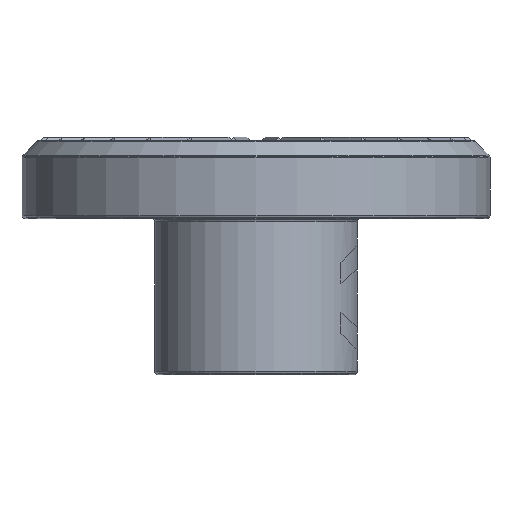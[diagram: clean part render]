
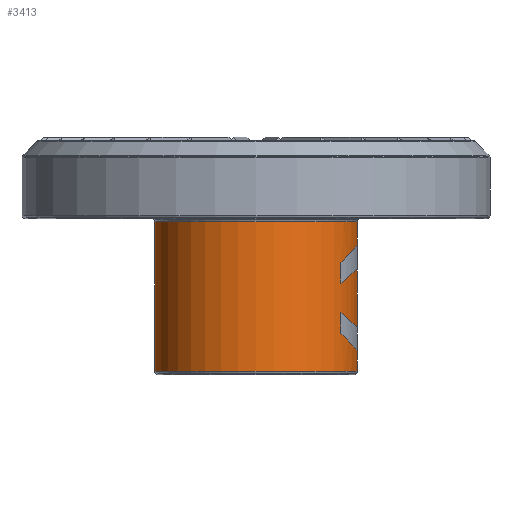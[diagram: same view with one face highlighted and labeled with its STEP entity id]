
A CAD part, front view. The second image highlights one B-rep face of the part: STEP entity #3413.
In plain terms, the highlighted cylindrical face has radius 3.25 mm (diameter 6.5 mm), a partial arc.
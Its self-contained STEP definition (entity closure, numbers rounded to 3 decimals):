
#140=CARTESIAN_POINT('',(3.25,0.,-4.115));
#141=CARTESIAN_POINT('',(3.25,-0.072,-4.114));
#142=CARTESIAN_POINT('',(3.245,-0.218,
-4.118));
#143=CARTESIAN_POINT('',(3.223,-0.439,
-4.136));
#144=CARTESIAN_POINT('',(3.184,-0.663,
-4.17));
#145=CARTESIAN_POINT('',(3.13,-0.887,
-4.217));
#146=CARTESIAN_POINT('',(3.058,-1.11,-4.28));
#147=CARTESIAN_POINT('',(2.968,-1.332,-4.358));
#148=CARTESIAN_POINT('',(2.858,-1.554,-4.453));
#149=CARTESIAN_POINT('',(2.77,-1.702,-4.528));
#150=CARTESIAN_POINT('',(2.723,-1.775,-4.569));
#156=DIRECTION('',(0.,0.,1.));
#157=VECTOR('',#156,0.66);
#158=CARTESIAN_POINT('',(2.723,-1.775,-4.569));
#159=LINE('',#158,#157);
#163=DIRECTION('',(0.,0.,-1.));
#164=VECTOR('',#163,4.8);
#165=CARTESIAN_POINT('',(-3.25,0.,-2.6));
#166=LINE('',#165,#164);
#170=DIRECTION('',(0.,0.,1.));
#171=VECTOR('',#170,0.66);
#172=CARTESIAN_POINT('',(2.723,-1.775,-6.175));
#173=LINE('',#172,#171);
#177=DIRECTION('',(0.,0.,1.));
#178=VECTOR('',#177,0.437);
#179=CARTESIAN_POINT('',(3.25,-0.002,
-5.356));
#180=LINE('',#179,#178);
#184=DIRECTION('',(0.,0.,1.));
#185=VECTOR('',#184,0.14);
#186=CARTESIAN_POINT('',(3.248,-0.126,
-4.919));
#187=LINE('',#186,#185);
#191=CARTESIAN_POINT('',(0.,0.,-4.779));
#192=DIRECTION('',(0.,0.,1.));
#193=DIRECTION('',(0.999,-0.039,0.));
#194=AXIS2_PLACEMENT_3D('',#191,#192,#193);
#199=DIRECTION('',(0.,0.003,-1.));
#200=VECTOR('',#199,0.612);
#201=CARTESIAN_POINT('',(3.25,-0.002,
-5.356));
#202=LINE('',#201,#200);
#206=CARTESIAN_POINT('',(3.25,0.,-5.969));
#207=CARTESIAN_POINT('',(3.25,-0.072,-5.969));
#208=CARTESIAN_POINT('',(3.245,-0.218,
-5.966));
#209=CARTESIAN_POINT('',(3.223,-0.439,
-5.947));
#210=CARTESIAN_POINT('',(3.184,-0.663,
-5.914));
#211=CARTESIAN_POINT('',(3.13,-0.887,
-5.866));
#212=CARTESIAN_POINT('',(3.058,-1.11,-5.804));
#213=CARTESIAN_POINT('',(2.968,-1.332,-5.726));
#214=CARTESIAN_POINT('',(2.858,-1.554,-5.631));
#215=CARTESIAN_POINT('',(2.77,-1.702,-5.555));
#216=CARTESIAN_POINT('',(2.723,-1.775,-5.515));
#221=CARTESIAN_POINT('',(2.723,-1.775,-6.175));
#222=CARTESIAN_POINT('',(2.799,-1.657,-6.257));
#223=CARTESIAN_POINT('',(2.932,-1.419,-6.402));
#224=CARTESIAN_POINT('',(3.071,-1.083,-6.549));
#225=CARTESIAN_POINT('',(3.175,-0.731,
-6.657));
#226=CARTESIAN_POINT('',(3.239,-0.345,
-6.723));
#227=CARTESIAN_POINT('',(3.25,-0.113,-6.734));
#228=CARTESIAN_POINT('',(3.25,0.,-6.732));
#233=DIRECTION('',(0.,0.,-1.));
#234=VECTOR('',#233,0.668);
#235=CARTESIAN_POINT('',(3.25,0.,-6.732));
#236=LINE('',#235,#234);
#240=DIRECTION('',(0.,0.,-1.));
#241=VECTOR('',#240,0.751);
#242=CARTESIAN_POINT('',(3.25,0.,-2.6));
#243=LINE('',#242,#241);
#247=CARTESIAN_POINT('',(3.25,0.,-3.351));
#248=CARTESIAN_POINT('',(3.25,-0.114,-3.349));
#249=CARTESIAN_POINT('',(3.239,-0.348,
-3.361));
#250=CARTESIAN_POINT('',(3.174,-0.735,
-3.427));
#251=CARTESIAN_POINT('',(3.07,-1.087,-3.536));
#252=CARTESIAN_POINT('',(2.931,-1.422,-3.683));
#253=CARTESIAN_POINT('',(2.799,-1.658,-3.827));
#254=CARTESIAN_POINT('',(2.723,-1.775,-3.908));
#259=DIRECTION('',(0.,0.,-1.));
#260=VECTOR('',#259,0.664);
#261=CARTESIAN_POINT('',(3.25,0.,-4.115));
#262=LINE('',#261,#260);
#266=CARTESIAN_POINT('',(0.,0.,-4.919));
#267=DIRECTION('',(0.,0.,1.));
#268=DIRECTION('',(0.999,-0.039,0.));
#269=AXIS2_PLACEMENT_3D('',#266,#267,#268);
#274=CARTESIAN_POINT('',(0.,0.,-7.4));
#275=DIRECTION('',(0.,0.,1.));
#276=DIRECTION('',(-1.,0.,0.));
#277=AXIS2_PLACEMENT_3D('',#274,#275,#276);
#1544=CARTESIAN_POINT('',(0.,0.,-2.6));
#1545=DIRECTION('',(0.,0.,-1.));
#1546=DIRECTION('',(1.,0.,0.));
#1547=AXIS2_PLACEMENT_3D('',#1544,#1545,#1546);
#2860=CARTESIAN_POINT('',(3.25,0.,-4.115));
#2861=CARTESIAN_POINT('',(3.25,0.,-4.779));
#2862=VERTEX_POINT('',#2860);
#2863=VERTEX_POINT('',#2861);
#2864=VERTEX_POINT('',#150);
#2865=CARTESIAN_POINT('',(2.723,-1.775,
-3.908));
#2866=VERTEX_POINT('',#2865);
#2867=VERTEX_POINT('',#247);
#2868=CARTESIAN_POINT('',(3.25,0.,-2.6));
#2869=VERTEX_POINT('',#2868);
#2870=CARTESIAN_POINT('',(-3.25,0.,-2.6));
#2871=VERTEX_POINT('',#2870);
#2872=CARTESIAN_POINT('',(-3.25,0.,-7.4));
#2873=VERTEX_POINT('',#2872);
#2874=CARTESIAN_POINT('',(3.25,0.,-7.4));
#2875=VERTEX_POINT('',#2874);
#2876=CARTESIAN_POINT('',(3.25,0.,-6.732));
#2877=VERTEX_POINT('',#2876);
#2878=VERTEX_POINT('',#221);
#2879=CARTESIAN_POINT('',(2.723,-1.775,
-5.515));
#2880=VERTEX_POINT('',#2879);
#2881=VERTEX_POINT('',#206);
#2882=CARTESIAN_POINT('',(3.25,-0.002,
-5.356));
#2883=VERTEX_POINT('',#2882);
#2884=CARTESIAN_POINT('',(3.25,-0.002,
-4.919));
#2885=VERTEX_POINT('',#2884);
#2886=CARTESIAN_POINT('',(3.248,-0.126,
-4.919));
#2887=VERTEX_POINT('',#2886);
#2888=CARTESIAN_POINT('',(3.248,-0.126,
-4.779));
#2889=VERTEX_POINT('',#2888);
#3387=CARTESIAN_POINT('',(0.,0.,0.));
#3388=DIRECTION('',(0.,0.,-1.));
#3389=DIRECTION('',(-1.,0.,0.));
#3390=AXIS2_PLACEMENT_3D('',#3387,#3388,#3389);
#3391=CYLINDRICAL_SURFACE('',#3390,3.25);
#3392=ORIENTED_EDGE('',*,*,#3367,.T.);
#3393=ORIENTED_EDGE('',*,*,#3365,.T.);
#3394=ORIENTED_EDGE('',*,*,#3363,.F.);
#3395=ORIENTED_EDGE('',*,*,#3361,.T.);
#3396=ORIENTED_EDGE('',*,*,#3359,.T.);
#3398=ORIENTED_EDGE('',*,*,#3397,.F.);
#3399=ORIENTED_EDGE('',*,*,#3355,.F.);
#3401=ORIENTED_EDGE('',*,*,#3400,.F.);
#3402=ORIENTED_EDGE('',*,*,#3351,.T.);
#3403=ORIENTED_EDGE('',*,*,#3349,.T.);
#3404=ORIENTED_EDGE('',*,*,#3347,.F.);
#3405=ORIENTED_EDGE('',*,*,#3345,.F.);
#3406=ORIENTED_EDGE('',*,*,#3343,.T.);
#3407=ORIENTED_EDGE('',*,*,#3375,.F.);
#3408=ORIENTED_EDGE('',*,*,#3373,.F.);
#3409=ORIENTED_EDGE('',*,*,#3371,.T.);
#3410=ORIENTED_EDGE('',*,*,#3369,.F.);
#3411=EDGE_LOOP('',(#3392,#3393,#3394,#3395,#3396,#3398,#3399,#3401,#3402,#3403,
#3404,#3405,#3406,#3407,#3408,#3409,#3410));
#3412=FACE_OUTER_BOUND('',#3411,.F.);
#3413=ADVANCED_FACE('',(#3412),#3391,.T.);
#151=B_SPLINE_CURVE_WITH_KNOTS('',3,(#140,#141,#142,#143,#144,#145,#146,#147,
#148,#149,#150),.UNSPECIFIED.,.F.,.F.,(4,1,1,1,1,1,1,1,4),(0.,0.125,0.25,
0.375,0.5,0.625,0.75,0.875,1.),.UNSPECIFIED.);
#195=CIRCLE('',#194,3.25);
#217=B_SPLINE_CURVE_WITH_KNOTS('',3,(#206,#207,#208,#209,#210,#211,#212,#213,
#214,#215,#216),.UNSPECIFIED.,.F.,.F.,(4,1,1,1,1,1,1,1,4),(0.,0.125,0.25,
0.375,0.5,0.625,0.75,0.875,1.),.UNSPECIFIED.);
#229=B_SPLINE_CURVE_WITH_KNOTS('',3,(#221,#222,#223,#224,#225,#226,#227,#228),
.UNSPECIFIED.,.F.,.F.,(4,1,1,1,1,4),(0.,0.2,0.4,0.6,0.8,1.),
.UNSPECIFIED.);
#255=B_SPLINE_CURVE_WITH_KNOTS('',3,(#247,#248,#249,#250,#251,#252,#253,#254),
.UNSPECIFIED.,.F.,.F.,(4,1,1,1,1,4),(0.,0.2,0.4,0.6,0.8,1.),
.UNSPECIFIED.);
#270=CIRCLE('',#269,3.25);
#278=CIRCLE('',#277,3.25);
#1548=CIRCLE('',#1547,3.25);
#3343=EDGE_CURVE('',#2862,#2863,#262,.T.);
#3345=EDGE_CURVE('',#2862,#2864,#151,.T.);
#3347=EDGE_CURVE('',#2864,#2866,#159,.T.);
#3349=EDGE_CURVE('',#2867,#2866,#255,.T.);
#3351=EDGE_CURVE('',#2869,#2867,#243,.T.);
#3355=EDGE_CURVE('',#2871,#2873,#166,.T.);
#3359=EDGE_CURVE('',#2877,#2875,#236,.T.);
#3361=EDGE_CURVE('',#2878,#2877,#229,.T.);
#3363=EDGE_CURVE('',#2878,#2880,#173,.T.);
#3365=EDGE_CURVE('',#2881,#2880,#217,.T.);
#3367=EDGE_CURVE('',#2883,#2881,#202,.T.);
#3369=EDGE_CURVE('',#2883,#2885,#180,.T.);
#3371=EDGE_CURVE('',#2887,#2885,#270,.T.);
#3373=EDGE_CURVE('',#2887,#2889,#187,.T.);
#3375=EDGE_CURVE('',#2889,#2863,#195,.T.);
#3397=EDGE_CURVE('',#2873,#2875,#278,.T.);
#3400=EDGE_CURVE('',#2869,#2871,#1548,.T.);
